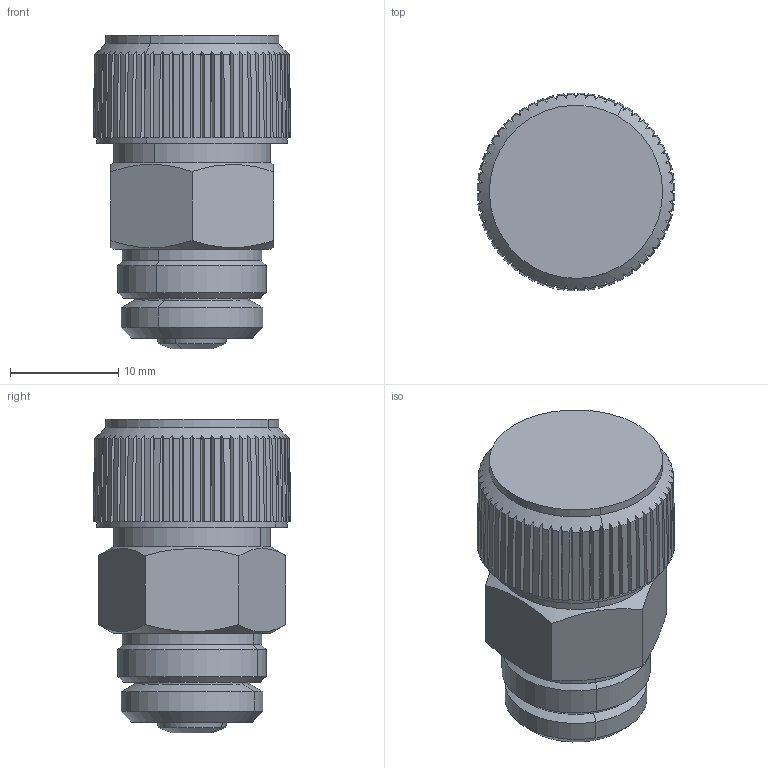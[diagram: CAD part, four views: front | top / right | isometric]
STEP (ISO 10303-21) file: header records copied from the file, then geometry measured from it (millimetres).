
FILE_DESCRIPTION(('CATIA V5 STEP Exchange'),'2;1');
FILE_NAME('STEP_508021_-_TST.stp','2018-07-23T11:57:36+00:00',('none'),('none'),'CATIA Version 5-6 Release 2016 SP4','CATIA V5 STEP AP203','none');
FILE_SCHEMA(('CONFIG_CONTROL_DESIGN'));
Length unit declared in the file: millimetre
Products named in the file (1): _5080210001_sw0001
Bounding box: 18.27 x 18.27 x 29 mm (x, y, z)
Surface area: 3136.7 mm2 (no closed solid volume)
Topology: 0 solids, 8 shells, 244 faces, 678 edges, 442 vertices
Faces by surface type: plane 136, cone 80, cylinder 16, bspline 12
Entity records: 10476 total; most frequent: CARTESIAN_POINT 4754, ORIENTED_EDGE 1340, DIRECTION 914, EDGE_CURVE 678, VERTEX_POINT 442, VECTOR 344, LINE 344, AXIS2_PLACEMENT_3D 338
